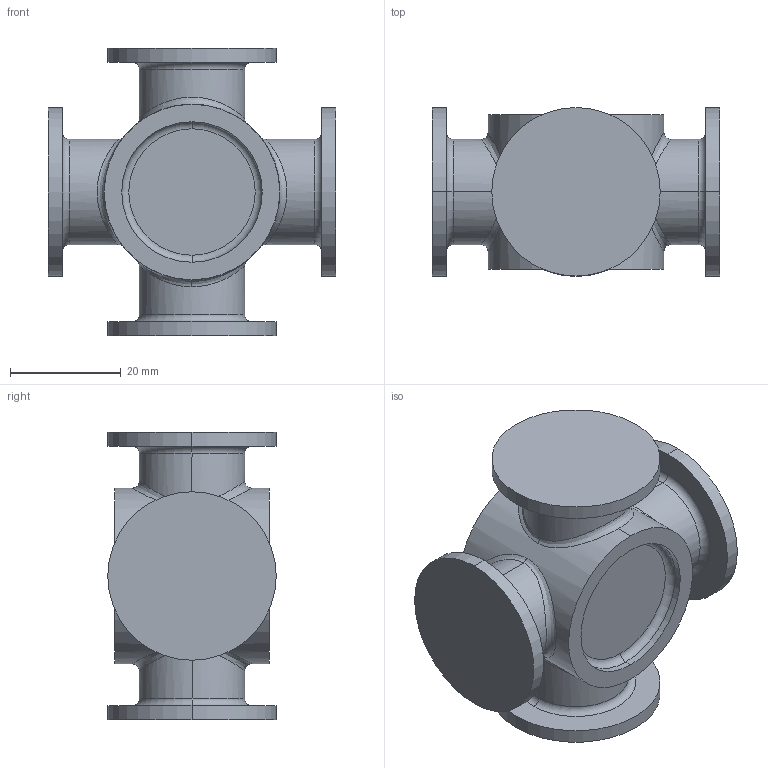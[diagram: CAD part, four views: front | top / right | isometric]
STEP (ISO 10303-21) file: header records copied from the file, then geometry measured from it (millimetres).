
FILE_DESCRIPTION (( 'STEP AP214' ), '1' );
FILE_NAME ('Spider Journal.STEP', '2024-01-25T16:05:30', ( '' ), ( '' ), 'SwSTEP 2.0', 'SolidWorks 2022', '' );
FILE_SCHEMA (( 'AUTOMOTIVE_DESIGN' ));
Length unit declared in the file: inch
Products named in the file (1): Spider Journal
Bounding box: 52.07 x 30.48 x 52.07 mm (x, y, z)
Volume: 36687.5 mm3; surface area: 11157.4 mm2
Topology: 1 solids, 1 shells, 54 faces, 120 edges, 76 vertices
Faces by surface type: cylinder 22, torus 12, plane 12, bspline 8
Entity records: 3543 total; most frequent: CARTESIAN_POINT 2326, DIRECTION 254, ORIENTED_EDGE 240, EDGE_CURVE 120, AXIS2_PLACEMENT_3D 115, VERTEX_POINT 76, CIRCLE 68, EDGE_LOOP 62
